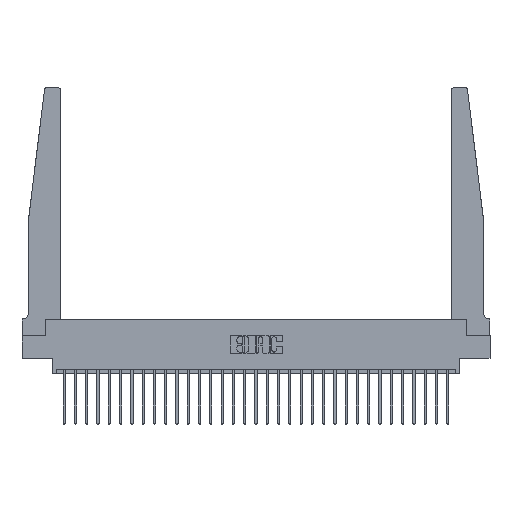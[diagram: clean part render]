
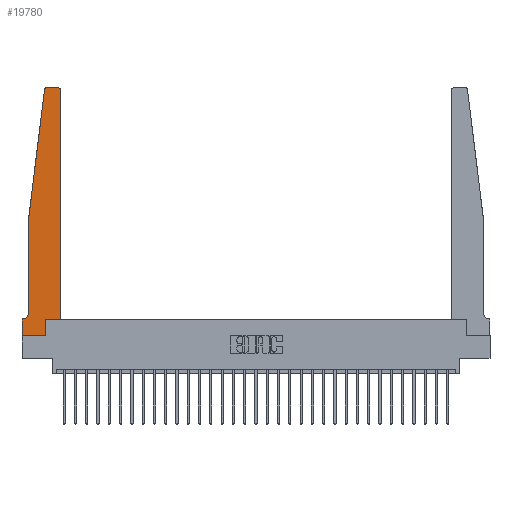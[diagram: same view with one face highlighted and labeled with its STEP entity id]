
A CAD part, top view. The second image highlights one B-rep face of the part: STEP entity #19780.
In plain terms, the highlighted planar face has unit normal (0, 0, 1).
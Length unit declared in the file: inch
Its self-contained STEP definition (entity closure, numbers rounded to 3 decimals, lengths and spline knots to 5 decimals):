
#101 = DIRECTION ( 'NONE',  ( -1., 0., 0. ) ) ;
#225 = ORIENTED_EDGE ( 'NONE', *, *, #25460, .T. ) ;
#424 = VERTEX_POINT ( 'NONE', #20171 ) ;
#821 = LINE ( 'NONE', #26618, #11980 ) ;
#975 = VERTEX_POINT ( 'NONE', #17589 ) ;
#1106 = ORIENTED_EDGE ( 'NONE', *, *, #8283, .T. ) ;
#1711 = EDGE_CURVE ( 'NONE', #22039, #21968, #18288, .T. ) ;
#2081 = AXIS2_PLACEMENT_3D ( 'NONE', #23815, #10549, #26023 ) ;
#3039 = VECTOR ( 'NONE', #6928, 39.37008 ) ;
#3084 = LINE ( 'NONE', #19809, #14947 ) ;
#3565 = EDGE_CURVE ( 'NONE', #975, #21701, #18875, .T. ) ;
#3857 = CARTESIAN_POINT ( 'NONE',  ( 0.425, 0.18, 0.37 ) ) ;
#4392 = CARTESIAN_POINT ( 'NONE',  ( 0.425, 0.18, 0.37 ) ) ;
#4415 = CARTESIAN_POINT ( 'NONE',  ( 0.425, 0.18, 0.37 ) ) ;
#4798 = VERTEX_POINT ( 'NONE', #22934 ) ;
#5154 = VERTEX_POINT ( 'NONE', #21858 ) ;
#5162 = AXIS2_PLACEMENT_3D ( 'NONE', #24512, #11260, #26713 ) ;
#5305 = VERTEX_POINT ( 'NONE', #6989 ) ;
#5713 = EDGE_CURVE ( 'NONE', #4798, #5154, #13627, .T. ) ;
#6215 = CARTESIAN_POINT ( 'NONE',  ( 0., 0.1875, 0.37 ) ) ;
#6570 = VERTEX_POINT ( 'NONE', #28023 ) ;
#6738 = CIRCLE ( 'NONE', #5162, 0.03 ) ;
#6928 = DIRECTION ( 'NONE',  ( 0., 1., 0. ) ) ;
#6989 = CARTESIAN_POINT ( 'NONE',  ( 0.2605, 0.18, 0.37 ) ) ;
#7278 = CARTESIAN_POINT ( 'NONE',  ( 0.065, 1.25, 0.37 ) ) ;
#7960 = VERTEX_POINT ( 'NONE', #4415 ) ;
#8283 = EDGE_CURVE ( 'NONE', #424, #10117, #11723, .T. ) ;
#8443 = VECTOR ( 'NONE', #14778, 39.37008 ) ;
#8623 = CARTESIAN_POINT ( 'NONE',  ( 0.065, 0.1875, 0.37 ) ) ;
#8917 = DIRECTION ( 'NONE',  ( -1., 0., 0. ) ) ;
#8985 = LINE ( 'NONE', #9185, #3039 ) ;
#9185 = CARTESIAN_POINT ( 'NONE',  ( 0.2605, 0.18, 0.37 ) ) ;
#10065 = LINE ( 'NONE', #3857, #19797 ) ;
#10117 = VERTEX_POINT ( 'NONE', #16213 ) ;
#10298 = CARTESIAN_POINT ( 'NONE',  ( 0., 0., 0.37 ) ) ;
#10549 = DIRECTION ( 'NONE',  ( 0., 0., 1. ) ) ;
#10708 = DIRECTION ( 'NONE',  ( 1., 0., 0. ) ) ;
#10871 = DIRECTION ( 'NONE',  ( -1., 0., 0. ) ) ;
#11260 = DIRECTION ( 'NONE',  ( 0., 0., 1. ) ) ;
#11723 = CIRCLE ( 'NONE', #2081, 0.03 ) ;
#11800 = EDGE_CURVE ( 'NONE', #21968, #19775, #27475, .T. ) ;
#11980 = VECTOR ( 'NONE', #8917, 39.37008 ) ;
#13034 = FACE_OUTER_BOUND ( 'NONE', #25611, .T. ) ;
#13056 = DIRECTION ( 'NONE',  ( 0., -1., 0. ) ) ;
#13134 = DIRECTION ( 'NONE',  ( 0., -1., 0. ) ) ;
#13395 = DIRECTION ( 'NONE',  ( -0.122, -0.992, 0. ) ) ;
#13467 = DIRECTION ( 'NONE',  ( 0., 0., -1. ) ) ;
#13627 = LINE ( 'NONE', #8623, #24680 ) ;
#13845 = EDGE_CURVE ( 'NONE', #5154, #975, #3084, .T. ) ;
#14442 = ORIENTED_EDGE ( 'NONE', *, *, #13845, .T. ) ;
#14681 = ORIENTED_EDGE ( 'NONE', *, *, #27533, .T. ) ;
#14778 = DIRECTION ( 'NONE',  ( 1., 0., 0. ) ) ;
#14911 = ORIENTED_EDGE ( 'NONE', *, *, #24198, .T. ) ;
#14947 = VECTOR ( 'NONE', #13134, 39.37008 ) ;
#15271 = CARTESIAN_POINT ( 'NONE',  ( 0.065, 1.25, 0.37 ) ) ;
#15578 = DIRECTION ( 'NONE',  ( 0., 1., 0. ) ) ;
#15727 = VECTOR ( 'NONE', #13056, 39.37008 ) ;
#16059 = EDGE_CURVE ( 'NONE', #19775, #4798, #28623, .T. ) ;
#16213 = CARTESIAN_POINT ( 'NONE',  ( 0.395, 2.75, 0.37 ) ) ;
#17224 = PLANE ( 'NONE',  #26449 ) ;
#17317 = CARTESIAN_POINT ( 'NONE',  ( 0.065, 0.2375, 0.37 ) ) ;
#17586 = VECTOR ( 'NONE', #13395, 39.37008 ) ;
#17589 = CARTESIAN_POINT ( 'NONE',  ( 0., 0., 0.37 ) ) ;
#18272 = ORIENTED_EDGE ( 'NONE', *, *, #25466, .T. ) ;
#18288 = LINE ( 'NONE', #24404, #17586 ) ;
#18875 = LINE ( 'NONE', #10298, #8443 ) ;
#19460 = ORIENTED_EDGE ( 'NONE', *, *, #16059, .T. ) ;
#19775 = VERTEX_POINT ( 'NONE', #17317 ) ;
#19780 = ADVANCED_FACE ( 'NONE', ( #13034 ), #17224, .T. ) ;
#19797 = VECTOR ( 'NONE', #21647, 39.37008 ) ;
#19809 = CARTESIAN_POINT ( 'NONE',  ( 0., 0., 0.37 ) ) ;
#19884 = VECTOR ( 'NONE', #15578, 39.37008 ) ;
#20171 = CARTESIAN_POINT ( 'NONE',  ( 0.425, 2.72, 0.37 ) ) ;
#20570 = LINE ( 'NONE', #4392, #19884 ) ;
#20763 = CARTESIAN_POINT ( 'NONE',  ( 0.24675, 2.72367, 0.37 ) ) ;
#20872 = ORIENTED_EDGE ( 'NONE', *, *, #11800, .T. ) ;
#21479 = ORIENTED_EDGE ( 'NONE', *, *, #5713, .T. ) ;
#21647 = DIRECTION ( 'NONE',  ( 1., 0., 0. ) ) ;
#21701 = VERTEX_POINT ( 'NONE', #25877 ) ;
#21858 = CARTESIAN_POINT ( 'NONE',  ( 0., 0.1875, 0.37 ) ) ;
#21968 = VERTEX_POINT ( 'NONE', #7278 ) ;
#22039 = VERTEX_POINT ( 'NONE', #20763 ) ;
#22934 = CARTESIAN_POINT ( 'NONE',  ( 0.015, 0.1875, 0.37 ) ) ;
#23532 = EDGE_CURVE ( 'NONE', #5305, #7960, #10065, .T. ) ;
#23815 = CARTESIAN_POINT ( 'NONE',  ( 0.395, 2.72, 0.37 ) ) ;
#23976 = DIRECTION ( 'NONE',  ( 0., 0., 1. ) ) ;
#24198 = EDGE_CURVE ( 'NONE', #21701, #5305, #8985, .T. ) ;
#24404 = CARTESIAN_POINT ( 'NONE',  ( 0.065, 1.25, 0.37 ) ) ;
#24512 = CARTESIAN_POINT ( 'NONE',  ( 0.27653, 2.72, 0.37 ) ) ;
#24680 = VECTOR ( 'NONE', #10871, 39.37008 ) ;
#25394 = ORIENTED_EDGE ( 'NONE', *, *, #1711, .T. ) ;
#25460 = EDGE_CURVE ( 'NONE', #10117, #6570, #821, .T. ) ;
#25466 = EDGE_CURVE ( 'NONE', #6570, #22039, #6738, .T. ) ;
#25611 = EDGE_LOOP ( 'NONE', ( #225, #18272, #25394, #20872, #19460, #21479, #14442, #27146, #14911, #27370, #14681, #1106 ) ) ;
#25877 = CARTESIAN_POINT ( 'NONE',  ( 0.2605, 0., 0.37 ) ) ;
#26023 = DIRECTION ( 'NONE',  ( 1., 0., 0. ) ) ;
#26449 = AXIS2_PLACEMENT_3D ( 'NONE', #6215, #23976, #10708 ) ;
#26618 = CARTESIAN_POINT ( 'NONE',  ( 0.25, 2.75, 0.37 ) ) ;
#26676 = CARTESIAN_POINT ( 'NONE',  ( 0.015, 0.2375, 0.37 ) ) ;
#26713 = DIRECTION ( 'NONE',  ( 1., 0., 0. ) ) ;
#27146 = ORIENTED_EDGE ( 'NONE', *, *, #3565, .T. ) ;
#27370 = ORIENTED_EDGE ( 'NONE', *, *, #23532, .T. ) ;
#27475 = LINE ( 'NONE', #15271, #15727 ) ;
#27533 = EDGE_CURVE ( 'NONE', #7960, #424, #20570, .T. ) ;
#27636 = AXIS2_PLACEMENT_3D ( 'NONE', #26676, #13467, #101 ) ;
#28023 = CARTESIAN_POINT ( 'NONE',  ( 0.27653, 2.75, 0.37 ) ) ;
#28623 = CIRCLE ( 'NONE', #27636, 0.05 ) ;
